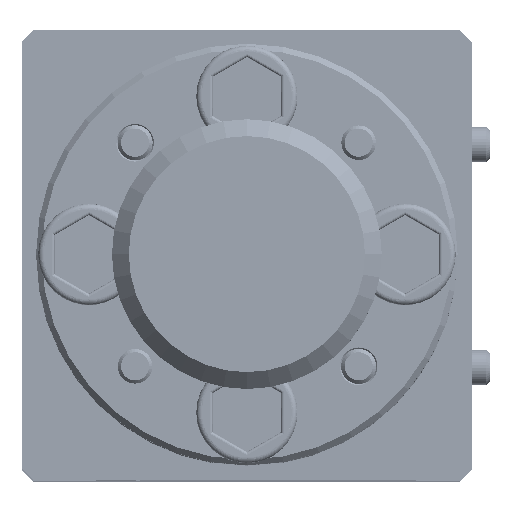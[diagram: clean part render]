
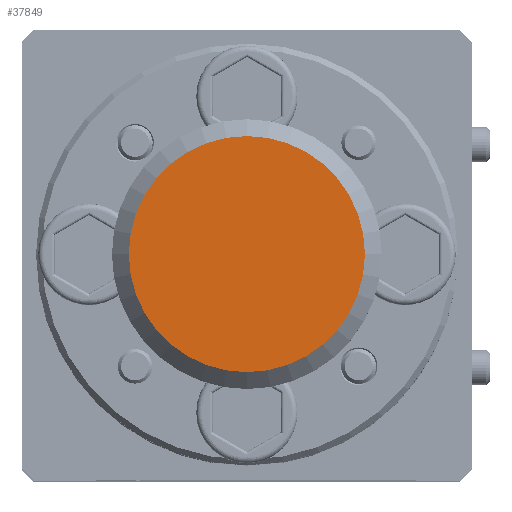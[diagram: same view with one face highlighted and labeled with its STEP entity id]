
A CAD part, top view. The second image highlights one B-rep face of the part: STEP entity #37849.
In plain terms, the highlighted planar face has unit normal (0, 0, 1).
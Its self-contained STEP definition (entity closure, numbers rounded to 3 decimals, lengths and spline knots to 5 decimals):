
#10210 = DIRECTION ( 'NONE',  ( 0., 0., 1. ) ) ;
#17817 = CARTESIAN_POINT ( 'NONE',  ( 0., 0., 0. ) ) ;
#19074 = DIRECTION ( 'NONE',  ( 0., 0., 1. ) ) ;
#19195 = CIRCLE ( 'NONE', #35187, 0.21 ) ;
#21238 = PLANE ( 'NONE',  #135273 ) ;
#29636 = ORIENTED_EDGE ( 'NONE', *, *, #144282, .T. ) ;
#35187 = AXIS2_PLACEMENT_3D ( 'NONE', #17817, #149396, #100801 ) ;
#37849 = ADVANCED_FACE ( 'NONE', ( #73249 ), #21238, .T. ) ;
#42387 = VERTEX_POINT ( 'NONE', #154818 ) ;
#55101 = DIRECTION ( 'NONE',  ( 1., 0., 0. ) ) ;
#57911 = CARTESIAN_POINT ( 'NONE',  ( -0.21, 0., 0. ) ) ;
#73249 = FACE_OUTER_BOUND ( 'NONE', #79388, .T. ) ;
#79388 = EDGE_LOOP ( 'NONE', ( #29636, #131883 ) ) ;
#82422 = AXIS2_PLACEMENT_3D ( 'NONE', #137580, #19074, #55101 ) ;
#89036 = VERTEX_POINT ( 'NONE', #57911 ) ;
#100801 = DIRECTION ( 'NONE',  ( 1., 0., 0. ) ) ;
#104745 = DIRECTION ( 'NONE',  ( 1., 0., 0. ) ) ;
#131883 = ORIENTED_EDGE ( 'NONE', *, *, #137803, .T. ) ;
#135273 = AXIS2_PLACEMENT_3D ( 'NONE', #141875, #10210, #104745 ) ;
#137580 = CARTESIAN_POINT ( 'NONE',  ( 0., 0., 0. ) ) ;
#137803 = EDGE_CURVE ( 'NONE', #42387, #89036, #19195, .T. ) ;
#141875 = CARTESIAN_POINT ( 'NONE',  ( 0.19618, 0., 0. ) ) ;
#144282 = EDGE_CURVE ( 'NONE', #89036, #42387, #150888, .T. ) ;
#149396 = DIRECTION ( 'NONE',  ( 0., 0., 1. ) ) ;
#150888 = CIRCLE ( 'NONE', #82422, 0.21 ) ;
#154818 = CARTESIAN_POINT ( 'NONE',  ( 0.21, 0., 0. ) ) ;
